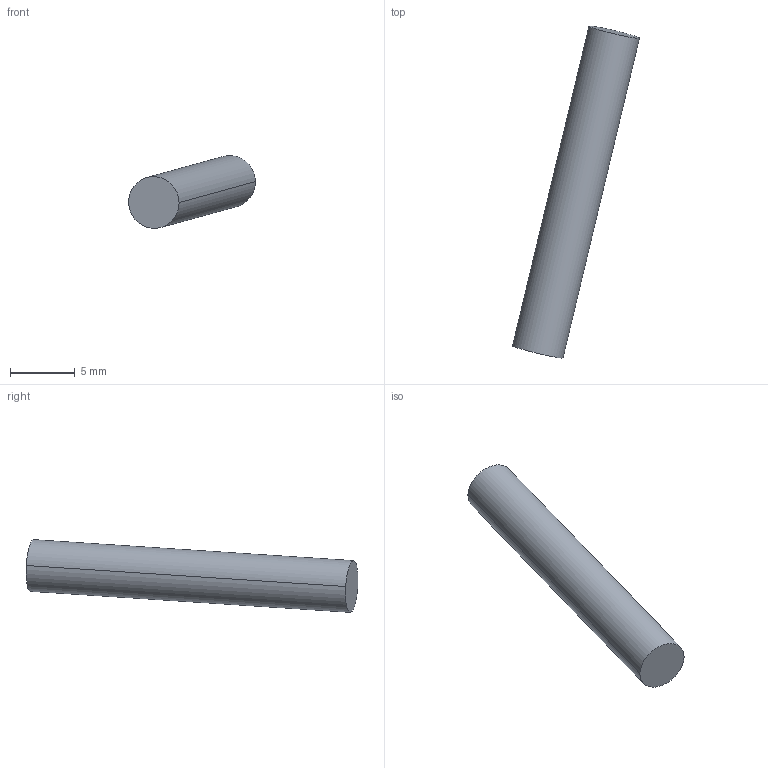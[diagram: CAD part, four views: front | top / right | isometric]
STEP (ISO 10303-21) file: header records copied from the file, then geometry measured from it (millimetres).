
FILE_DESCRIPTION(/* description */ (''),/* implementation_level */ '2;1');
FILE_NAME(/* name */ 'SCREWD~1',/* time_stamp */ '2020-07-08T09:06:10+02:00',/* author */ (''),/* organization */ (''),/* preprocessor_version */ 'ST-DEVELOPER v15',/* originating_system */ '',/* authorisation */ '');
FILE_SCHEMA (('AUTOMOTIVE_DESIGN'));
Length unit declared in the file: millimetre
Products named in the file (1): Document
Bounding box: 9.78 x 25.62 x 5.61 mm (x, y, z)
Volume: 319.9 mm3; surface area: 344.8 mm2
Topology: 1 solids, 1 shells, 4 faces, 6 edges, 4 vertices
Faces by surface type: bspline 2, plane 2
Entity records: 117 total; most frequent: CARTESIAN_POINT 52, ORIENTED_EDGE 12, EDGE_CURVE 6, DIRECTION 6, ADVANCED_FACE 4, FACE_OUTER_BOUND 4, EDGE_LOOP 4, VERTEX_POINT 4
